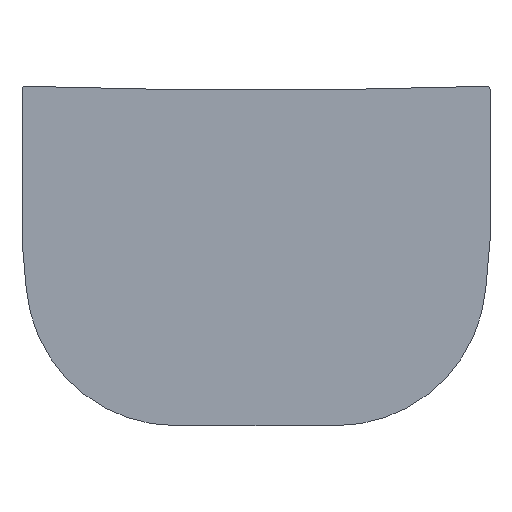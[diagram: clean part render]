
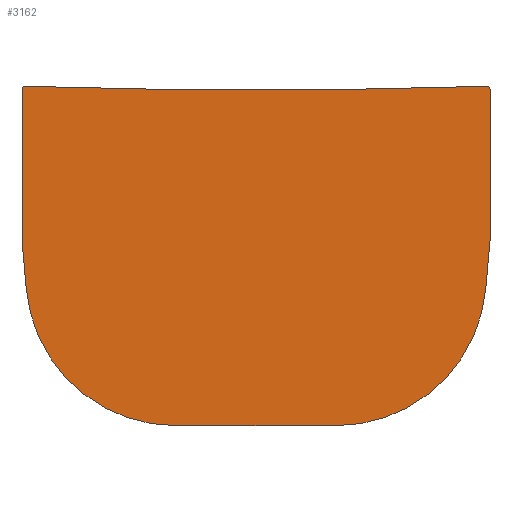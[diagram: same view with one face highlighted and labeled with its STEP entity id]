
A CAD part, left-side view. The second image highlights one B-rep face of the part: STEP entity #3162.
In plain terms, the highlighted planar face has unit normal (-1, 0, 0).
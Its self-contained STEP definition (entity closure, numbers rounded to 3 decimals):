
#2407=AXIS2_PLACEMENT_3D('Circle Axis2P3D',#2405,#2406,$) ;
#2471=AXIS2_PLACEMENT_3D('Circle Axis2P3D',#2469,#2470,$) ;
#2509=AXIS2_PLACEMENT_3D('Circle Axis2P3D',#2507,#2508,$) ;
#2566=AXIS2_PLACEMENT_3D('Circle Axis2P3D',#2564,#2565,$) ;
#3143=AXIS2_PLACEMENT_3D('Plane Axis2P3D',#3140,#3141,#3142) ;
#3147=AXIS2_PLACEMENT_3D('Circle Axis2P3D',#3145,#3146,$) ;
#2402=CARTESIAN_POINT('Vertex',(0.,46.727,33.58)) ;
#2405=CARTESIAN_POINT('Axis2P3D Location',(0.,46.427,33.58)) ;
#2409=CARTESIAN_POINT('Vertex',(0.,46.417,33.88)) ;
#2428=CARTESIAN_POINT('Vertex',(0.,46.727,18.5)) ;
#2431=CARTESIAN_POINT('Line Origine',(0.,46.727,26.04)) ;
#2447=CARTESIAN_POINT('Vertex',(0.,46.306,13.693)) ;
#2450=CARTESIAN_POINT('Line Origine',(0.,46.517,16.096)) ;
#2466=CARTESIAN_POINT('Vertex',(0.,31.364,0.)) ;
#2469=CARTESIAN_POINT('Axis2P3D Location',(0.,31.364,15.)) ;
#2485=CARTESIAN_POINT('Vertex',(0.,15.364,0.)) ;
#2488=CARTESIAN_POINT('Line Origine',(0.,23.364,0.)) ;
#2504=CARTESIAN_POINT('Vertex',(0.,0.421,13.693)) ;
#2507=CARTESIAN_POINT('Axis2P3D Location',(0.,15.364,15.)) ;
#2523=CARTESIAN_POINT('Vertex',(0.,0.,18.5)) ;
#2526=CARTESIAN_POINT('Line Origine',(0.,0.21,16.096)) ;
#2542=CARTESIAN_POINT('Vertex',(0.,0.,33.58)) ;
#2545=CARTESIAN_POINT('Line Origine',(0.,0.,26.04)) ;
#2561=CARTESIAN_POINT('Vertex',(0.,0.31,33.88)) ;
#2564=CARTESIAN_POINT('Axis2P3D Location',(0.,0.3,33.58)) ;
#3140=CARTESIAN_POINT('Axis2P3D Location',(0.,23.364,18.5)) ;
#3145=CARTESIAN_POINT('Axis2P3D Location',(0.,23.364,733.5)) ;
#2406=DIRECTION('Axis2P3D Direction',(1.,0.,0.)) ;
#2432=DIRECTION('Vector Direction',(0.,0.,1.)) ;
#2451=DIRECTION('Vector Direction',(0.,-0.087,-0.996)) ;
#2470=DIRECTION('Axis2P3D Direction',(1.,0.,0.)) ;
#2489=DIRECTION('Vector Direction',(0.,-1.,0.)) ;
#2508=DIRECTION('Axis2P3D Direction',(1.,0.,0.)) ;
#2527=DIRECTION('Vector Direction',(0.,-0.087,0.996)) ;
#2546=DIRECTION('Vector Direction',(0.,0.,1.)) ;
#2565=DIRECTION('Axis2P3D Direction',(1.,0.,0.)) ;
#3141=DIRECTION('Axis2P3D Direction',(1.,0.,0.)) ;
#3142=DIRECTION('Axis2P3D XDirection',(0.,1.,0.)) ;
#3146=DIRECTION('Axis2P3D Direction',(1.,0.,0.)) ;
#2433=VECTOR('Line Direction',#2432,1.) ;
#2452=VECTOR('Line Direction',#2451,1.) ;
#2490=VECTOR('Line Direction',#2489,1.) ;
#2528=VECTOR('Line Direction',#2527,1.) ;
#2547=VECTOR('Line Direction',#2546,1.) ;
#3151=ORIENTED_EDGE('',*,*,#2473,.F.) ;
#3152=ORIENTED_EDGE('',*,*,#2492,.F.) ;
#3153=ORIENTED_EDGE('',*,*,#2511,.F.) ;
#3154=ORIENTED_EDGE('',*,*,#2530,.F.) ;
#3155=ORIENTED_EDGE('',*,*,#2549,.F.) ;
#3156=ORIENTED_EDGE('',*,*,#2568,.F.) ;
#3157=ORIENTED_EDGE('',*,*,#3149,.F.) ;
#3158=ORIENTED_EDGE('',*,*,#2411,.F.) ;
#3159=ORIENTED_EDGE('',*,*,#2435,.F.) ;
#3160=ORIENTED_EDGE('',*,*,#2454,.F.) ;
#3162=ADVANCED_FACE('Hauptk\X2\00F6\X0\rper',(#3161),#3144,.F.) ;
#2408=CIRCLE('generated circle',#2407,0.3) ;
#2472=CIRCLE('generated circle',#2471,15.) ;
#2510=CIRCLE('generated circle',#2509,15.) ;
#2567=CIRCLE('generated circle',#2566,0.3) ;
#3148=CIRCLE('generated circle',#3147,700.) ;
#2411=EDGE_CURVE('',#2403,#2410,#2408,.T.) ;
#2435=EDGE_CURVE('',#2429,#2403,#2434,.T.) ;
#2454=EDGE_CURVE('',#2448,#2429,#2453,.F.) ;
#2473=EDGE_CURVE('',#2467,#2448,#2472,.T.) ;
#2492=EDGE_CURVE('',#2486,#2467,#2491,.F.) ;
#2511=EDGE_CURVE('',#2505,#2486,#2510,.T.) ;
#2530=EDGE_CURVE('',#2524,#2505,#2529,.F.) ;
#2549=EDGE_CURVE('',#2543,#2524,#2548,.F.) ;
#2568=EDGE_CURVE('',#2562,#2543,#2567,.T.) ;
#3149=EDGE_CURVE('',#2410,#2562,#3148,.F.) ;
#3150=EDGE_LOOP('',(#3151,#3152,#3153,#3154,#3155,#3156,#3157,#3158,#3159,#3160)) ;
#3161=FACE_OUTER_BOUND('',#3150,.T.) ;
#2434=LINE('Line',#2431,#2433) ;
#2453=LINE('Line',#2450,#2452) ;
#2491=LINE('Line',#2488,#2490) ;
#2529=LINE('Line',#2526,#2528) ;
#2548=LINE('Line',#2545,#2547) ;
#3144=PLANE('',#3143) ;
#2403=VERTEX_POINT('',#2402) ;
#2410=VERTEX_POINT('',#2409) ;
#2429=VERTEX_POINT('',#2428) ;
#2448=VERTEX_POINT('',#2447) ;
#2467=VERTEX_POINT('',#2466) ;
#2486=VERTEX_POINT('',#2485) ;
#2505=VERTEX_POINT('',#2504) ;
#2524=VERTEX_POINT('',#2523) ;
#2543=VERTEX_POINT('',#2542) ;
#2562=VERTEX_POINT('',#2561) ;
